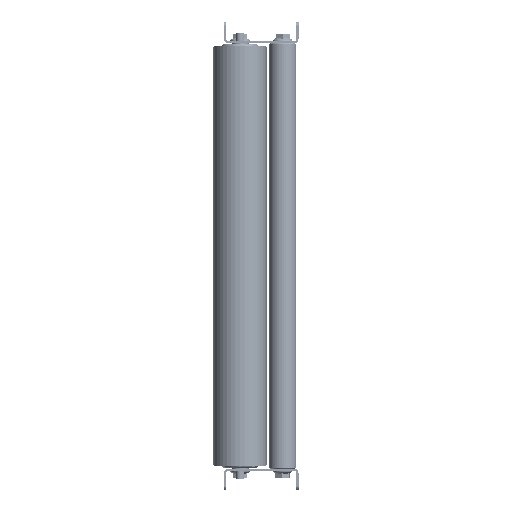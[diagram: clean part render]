
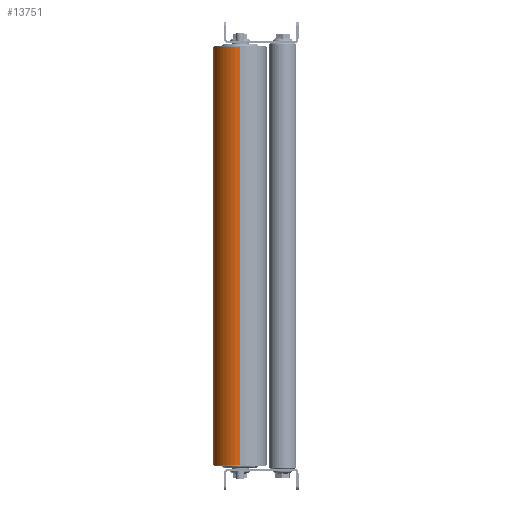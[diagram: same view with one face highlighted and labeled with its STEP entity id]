
A CAD part, left-side view. The second image highlights one B-rep face of the part: STEP entity #13751.
In plain terms, the highlighted cylindrical face has radius 25 mm (diameter 50 mm), a partial arc.
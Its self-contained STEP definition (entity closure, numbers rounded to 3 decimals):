
#1337 = ORIENTED_EDGE ( 'NONE', *, *, #26324, .F. ) ;
#1449 = VERTEX_POINT ( 'NONE', #27257 ) ;
#2576 = CARTESIAN_POINT ( 'NONE',  ( 392.6, 0., 0. ) ) ;
#8078 = DIRECTION ( 'NONE',  ( -1., 0., 0. ) ) ;
#10631 = VECTOR ( 'NONE', #8078, 1000. ) ;
#11122 = EDGE_CURVE ( 'NONE', #30252, #25220, #16768, .T. ) ;
#13023 = CARTESIAN_POINT ( 'NONE',  ( 392.6, 0., 25. ) ) ;
#13333 = DIRECTION ( 'NONE',  ( 1., 0., 0. ) ) ;
#13609 = DIRECTION ( 'NONE',  ( 0., 0., -1. ) ) ;
#13751 = ADVANCED_FACE ( 'Fl�che1', ( #47250 ), #38772, .T. ) ;
#15039 = DIRECTION ( 'NONE',  ( 1., 0., 0. ) ) ;
#15246 = CARTESIAN_POINT ( 'NONE',  ( 392.6, 0., -25. ) ) ;
#16218 = CARTESIAN_POINT ( 'NONE',  ( 392.6, 0., 25. ) ) ;
#16732 = LINE ( 'NONE', #16218, #30181 ) ;
#16768 = CIRCLE ( 'NONE', #46320, 25. ) ;
#18657 = AXIS2_PLACEMENT_3D ( 'NONE', #2576, #22979, #39039 ) ;
#20416 = CIRCLE ( 'NONE', #33890, 25. ) ;
#22845 = DIRECTION ( 'NONE',  ( -1., 0., 0. ) ) ;
#22979 = DIRECTION ( 'NONE',  ( -1., 0., 0. ) ) ;
#24264 = LINE ( 'NONE', #15246, #10631 ) ;
#24560 = EDGE_CURVE ( 'NONE', #30252, #1449, #24264, .T. ) ;
#25220 = VERTEX_POINT ( 'NONE', #13023 ) ;
#25795 = CARTESIAN_POINT ( 'NONE',  ( 392.6, 0., 0. ) ) ;
#25821 = CARTESIAN_POINT ( 'NONE',  ( 0., 0., 25. ) ) ;
#26324 = EDGE_CURVE ( 'NONE', #25220, #43429, #16732, .T. ) ;
#27257 = CARTESIAN_POINT ( 'NONE',  ( 0., 0., -25. ) ) ;
#30181 = VECTOR ( 'NONE', #22845, 1000. ) ;
#30225 = ORIENTED_EDGE ( 'NONE', *, *, #52175, .T. ) ;
#30252 = VERTEX_POINT ( 'NONE', #51031 ) ;
#33890 = AXIS2_PLACEMENT_3D ( 'NONE', #43563, #15039, #51540 ) ;
#36681 = ORIENTED_EDGE ( 'NONE', *, *, #24560, .T. ) ;
#37874 = EDGE_LOOP ( 'NONE', ( #43021, #36681, #30225, #1337 ) ) ;
#38772 = CYLINDRICAL_SURFACE ( 'NONE', #18657, 25. ) ;
#39039 = DIRECTION ( 'NONE',  ( 0., 0., 1. ) ) ;
#43021 = ORIENTED_EDGE ( 'NONE', *, *, #11122, .F. ) ;
#43429 = VERTEX_POINT ( 'NONE', #25821 ) ;
#43563 = CARTESIAN_POINT ( 'NONE',  ( 0., 0., 0. ) ) ;
#46320 = AXIS2_PLACEMENT_3D ( 'NONE', #25795, #13333, #13609 ) ;
#47250 = FACE_OUTER_BOUND ( 'NONE', #37874, .T. ) ;
#51031 = CARTESIAN_POINT ( 'NONE',  ( 392.6, 0., -25. ) ) ;
#51540 = DIRECTION ( 'NONE',  ( 0., 0., -1. ) ) ;
#52175 = EDGE_CURVE ( 'NONE', #1449, #43429, #20416, .T. ) ;
